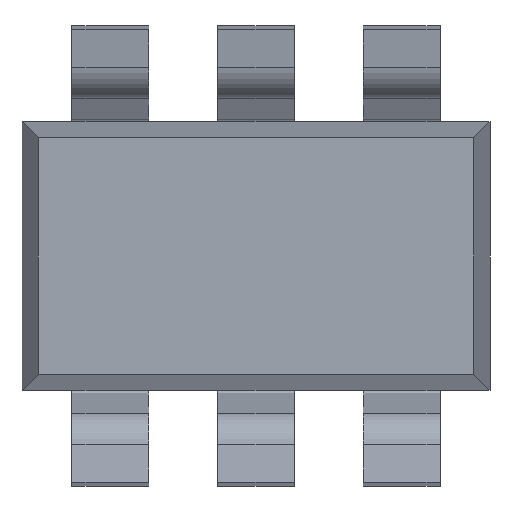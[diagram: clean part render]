
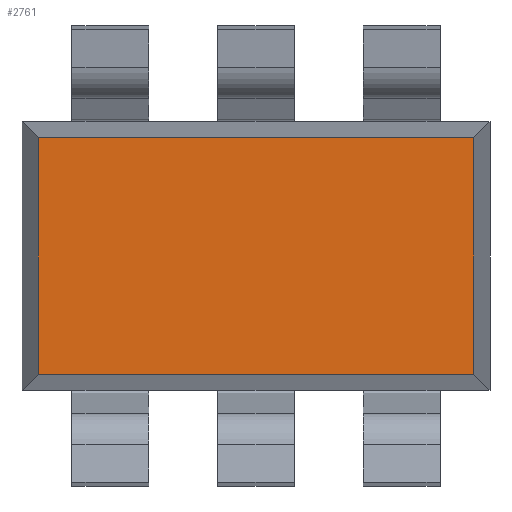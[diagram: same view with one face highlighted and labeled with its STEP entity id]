
A CAD part, front view. The second image highlights one B-rep face of the part: STEP entity #2761.
In plain terms, the highlighted planar face has unit normal (0, -1, 0).
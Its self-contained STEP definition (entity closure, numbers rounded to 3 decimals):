
#153 = VECTOR ( 'NONE', #594, 1000. ) ;
#191 = CARTESIAN_POINT ( 'NONE',  ( 1.421, -0.85, -0.875 ) ) ;
#256 = EDGE_CURVE ( 'NONE', #987, #450, #1669, .T. ) ;
#342 = CARTESIAN_POINT ( 'NONE',  ( 1.525, -0.85, -0.771 ) ) ;
#349 = LINE ( 'NONE', #1634, #153 ) ;
#405 = CARTESIAN_POINT ( 'NONE',  ( 1.421, -0.85, 0.771 ) ) ;
#450 = VERTEX_POINT ( 'NONE', #968 ) ;
#507 = LINE ( 'NONE', #342, #2328 ) ;
#594 = DIRECTION ( 'NONE',  ( 1., 0., 0. ) ) ;
#632 = DIRECTION ( 'NONE',  ( 0., 0., -1. ) ) ;
#686 = DIRECTION ( 'NONE',  ( 0., 0., -1. ) ) ;
#803 = CARTESIAN_POINT ( 'NONE',  ( -1.421, -0.85, -0.771 ) ) ;
#968 = CARTESIAN_POINT ( 'NONE',  ( -1.421, -0.85, 0.771 ) ) ;
#987 = VERTEX_POINT ( 'NONE', #803 ) ;
#1020 = VERTEX_POINT ( 'NONE', #1140 ) ;
#1076 = VECTOR ( 'NONE', #686, 1000. ) ;
#1140 = CARTESIAN_POINT ( 'NONE',  ( 1.421, -0.85, -0.771 ) ) ;
#1174 = AXIS2_PLACEMENT_3D ( 'NONE', #2362, #2196, #632 ) ;
#1334 = LINE ( 'NONE', #191, #1076 ) ;
#1422 = VECTOR ( 'NONE', #1652, 1000. ) ;
#1483 = ORIENTED_EDGE ( 'NONE', *, *, #2657, .F. ) ;
#1533 = EDGE_CURVE ( 'NONE', #1020, #987, #507, .T. ) ;
#1634 = CARTESIAN_POINT ( 'NONE',  ( 1.525, -0.85, 0.771 ) ) ;
#1652 = DIRECTION ( 'NONE',  ( 0., 0., 1. ) ) ;
#1669 = LINE ( 'NONE', #2303, #1422 ) ;
#1761 = VERTEX_POINT ( 'NONE', #405 ) ;
#1893 = DIRECTION ( 'NONE',  ( -1., 0., 0. ) ) ;
#2106 = FACE_OUTER_BOUND ( 'NONE', #2833, .T. ) ;
#2152 = ORIENTED_EDGE ( 'NONE', *, *, #1533, .F. ) ;
#2196 = DIRECTION ( 'NONE',  ( 0., -1., 0. ) ) ;
#2303 = CARTESIAN_POINT ( 'NONE',  ( -1.421, -0.85, -0.875 ) ) ;
#2328 = VECTOR ( 'NONE', #1893, 1000. ) ;
#2347 = ORIENTED_EDGE ( 'NONE', *, *, #2789, .F. ) ;
#2362 = CARTESIAN_POINT ( 'NONE',  ( 0., -0.85, 0. ) ) ;
#2427 = ORIENTED_EDGE ( 'NONE', *, *, #256, .F. ) ;
#2615 = PLANE ( 'NONE',  #1174 ) ;
#2657 = EDGE_CURVE ( 'NONE', #1761, #1020, #1334, .T. ) ;
#2761 = ADVANCED_FACE ( 'NONE', ( #2106 ), #2615, .T. ) ;
#2789 = EDGE_CURVE ( 'NONE', #450, #1761, #349, .T. ) ;
#2833 = EDGE_LOOP ( 'NONE', ( #2427, #2152, #1483, #2347 ) ) ;
